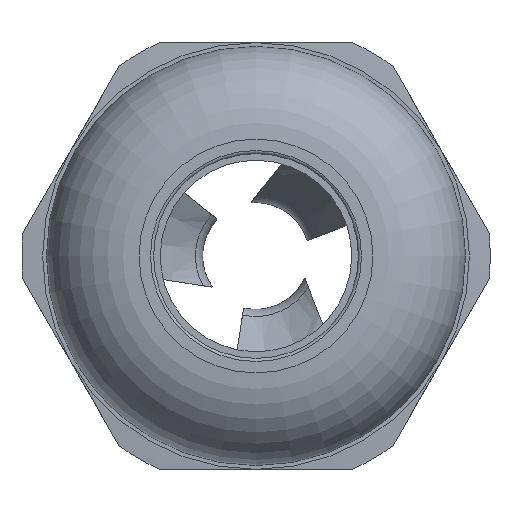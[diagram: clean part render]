
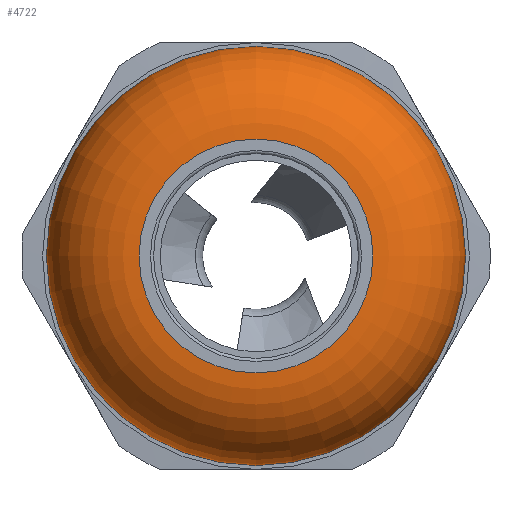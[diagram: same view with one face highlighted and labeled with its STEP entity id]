
A CAD part, left-side view. The second image highlights one B-rep face of the part: STEP entity #4722.
In plain terms, the highlighted toroidal (fillet/blend) face has major radius 3.835 mm and minor radius 3.04 mm.
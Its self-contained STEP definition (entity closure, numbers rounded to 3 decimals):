
#75=TOROIDAL_SURFACE('',#5110,3.835,3.04);
#199=FACE_BOUND('',#981,.T.);
#397=CIRCLE('',#5106,3.835);
#399=CIRCLE('',#5111,6.875);
#687=FACE_OUTER_BOUND('',#980,.T.);
#980=EDGE_LOOP('',(#3303));
#981=EDGE_LOOP('',(#3304));
#1976=VERTEX_POINT('',#8264);
#1978=VERTEX_POINT('',#8271);
#2497=EDGE_CURVE('',#1976,#1976,#397,.T.);
#2499=EDGE_CURVE('',#1978,#1978,#399,.T.);
#3303=ORIENTED_EDGE('',*,*,#2497,.T.);
#3304=ORIENTED_EDGE('',*,*,#2499,.F.);
#4722=ADVANCED_FACE('',(#687,#199),#75,.T.);
#5106=AXIS2_PLACEMENT_3D('',#8265,#5762,#5763);
#5110=AXIS2_PLACEMENT_3D('',#8270,#5770,#5771);
#5111=AXIS2_PLACEMENT_3D('',#8272,#5772,#5773);
#5762=DIRECTION('center_axis',(1.,0.,0.));
#5763=DIRECTION('ref_axis',(0.,0.,-1.));
#5770=DIRECTION('center_axis',(1.,0.,0.));
#5771=DIRECTION('ref_axis',(0.,0.,-1.));
#5772=DIRECTION('center_axis',(1.,0.,0.));
#5773=DIRECTION('ref_axis',(0.,0.,-1.));
#8264=CARTESIAN_POINT('',(-12.89,3.835,0.));
#8265=CARTESIAN_POINT('Origin',(-12.89,0.,0.));
#8270=CARTESIAN_POINT('Origin',(-9.85,0.,0.));
#8271=CARTESIAN_POINT('',(-9.85,6.875,0.));
#8272=CARTESIAN_POINT('Origin',(-9.85,0.,0.));
